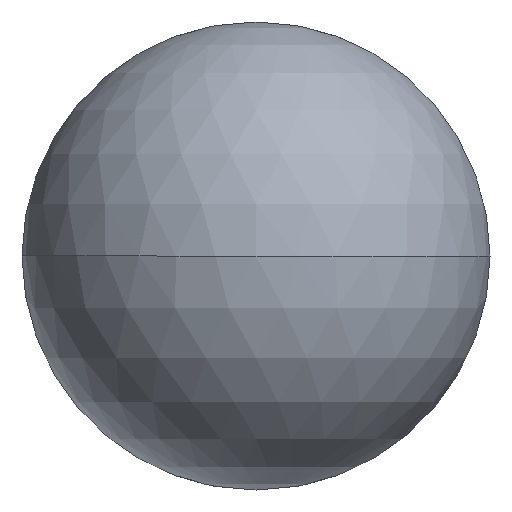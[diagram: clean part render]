
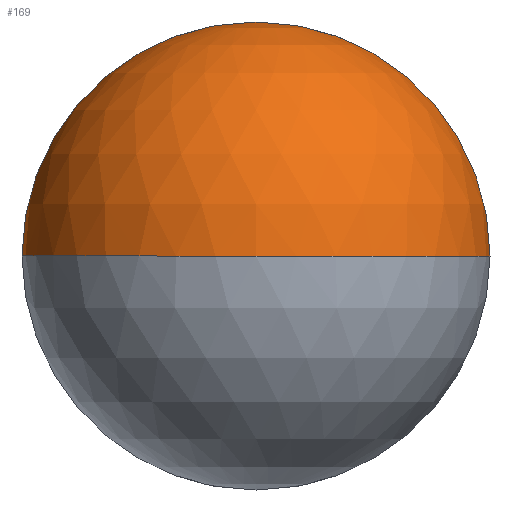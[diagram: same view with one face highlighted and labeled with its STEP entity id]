
A CAD part, front view. The second image highlights one B-rep face of the part: STEP entity #169.
In plain terms, the highlighted spherical face has radius 4.763 mm.
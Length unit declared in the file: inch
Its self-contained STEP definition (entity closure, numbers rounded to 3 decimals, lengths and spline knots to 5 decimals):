
#5 = CARTESIAN_POINT ( 'NONE',  ( 0., 0.1875, 0. ) ) ;
#15 = DIRECTION ( 'NONE',  ( 0., 0., -1. ) ) ;
#26 = AXIS2_PLACEMENT_3D ( 'NONE', #158, #127, #250 ) ;
#35 = CARTESIAN_POINT ( 'NONE',  ( 0., 0.1875, 0.1875 ) ) ;
#46 = ORIENTED_EDGE ( 'NONE', *, *, #282, .T. ) ;
#48 = VERTEX_POINT ( 'NONE', #76 ) ;
#65 = CARTESIAN_POINT ( 'NONE',  ( 0., 0.1875, 0. ) ) ;
#68 = DIRECTION ( 'NONE',  ( 0., -1., 0. ) ) ;
#76 = CARTESIAN_POINT ( 'NONE',  ( 0., 0., 0. ) ) ;
#79 = EDGE_LOOP ( 'NONE', ( #162, #166, #261, #46 ) ) ;
#82 = CARTESIAN_POINT ( 'NONE',  ( 0., 0.1875, 0. ) ) ;
#90 = EDGE_CURVE ( 'NONE', #369, #48, #205, .T. ) ;
#92 = CIRCLE ( 'NONE', #26, 0.1875 ) ;
#100 = CARTESIAN_POINT ( 'NONE',  ( 0.1875, 0.1875, 0. ) ) ;
#103 = AXIS2_PLACEMENT_3D ( 'NONE', #5, #147, #178 ) ;
#127 = DIRECTION ( 'NONE',  ( 0., 0., 1. ) ) ;
#130 = CARTESIAN_POINT ( 'NONE',  ( -0.1875, 0.1875, 0. ) ) ;
#140 = AXIS2_PLACEMENT_3D ( 'NONE', #82, #195, #232 ) ;
#147 = DIRECTION ( 'NONE',  ( 0., 0., 1. ) ) ;
#150 = AXIS2_PLACEMENT_3D ( 'NONE', #305, #68, #253 ) ;
#154 = DIRECTION ( 'NONE',  ( 0., -1., 0. ) ) ;
#158 = CARTESIAN_POINT ( 'NONE',  ( 0., 0.1875, 0. ) ) ;
#162 = ORIENTED_EDGE ( 'NONE', *, *, #264, .T. ) ;
#166 = ORIENTED_EDGE ( 'NONE', *, *, #277, .T. ) ;
#169 = ADVANCED_FACE ( 'NONE', ( #371 ), #241, .T. ) ;
#178 = DIRECTION ( 'NONE',  ( 1., 0., 0. ) ) ;
#182 = CIRCLE ( 'NONE', #150, 0.1875 ) ;
#195 = DIRECTION ( 'NONE',  ( 0., 0., -1. ) ) ;
#197 = VERTEX_POINT ( 'NONE', #35 ) ;
#205 = CIRCLE ( 'NONE', #140, 0.1875 ) ;
#228 = AXIS2_PLACEMENT_3D ( 'NONE', #65, #154, #15 ) ;
#232 = DIRECTION ( 'NONE',  ( -1., 0., 0. ) ) ;
#241 = SPHERICAL_SURFACE ( 'NONE', #103, 0.1875 ) ;
#250 = DIRECTION ( 'NONE',  ( 1., 0., 0. ) ) ;
#253 = DIRECTION ( 'NONE',  ( 0., 0., -1. ) ) ;
#257 = CIRCLE ( 'NONE', #228, 0.1875 ) ;
#261 = ORIENTED_EDGE ( 'NONE', *, *, #90, .F. ) ;
#264 = EDGE_CURVE ( 'NONE', #197, #283, #182, .T. ) ;
#277 = EDGE_CURVE ( 'NONE', #283, #48, #92, .T. ) ;
#282 = EDGE_CURVE ( 'NONE', #369, #197, #257, .T. ) ;
#283 = VERTEX_POINT ( 'NONE', #130 ) ;
#305 = CARTESIAN_POINT ( 'NONE',  ( 0., 0.1875, 0. ) ) ;
#369 = VERTEX_POINT ( 'NONE', #100 ) ;
#371 = FACE_OUTER_BOUND ( 'NONE', #79, .T. ) ;
